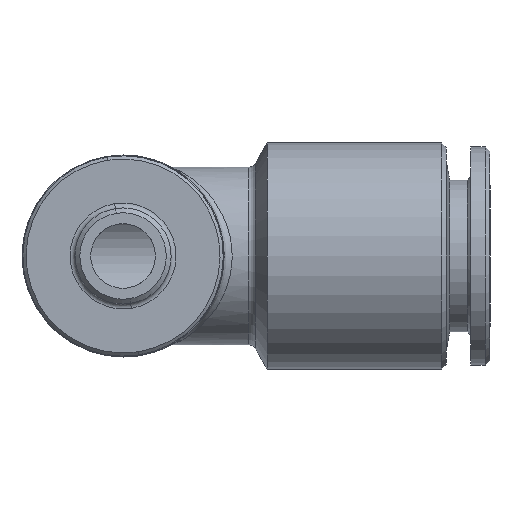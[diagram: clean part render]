
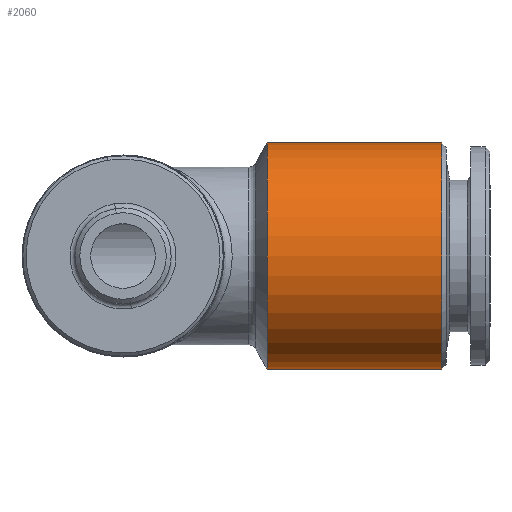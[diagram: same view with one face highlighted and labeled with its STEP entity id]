
A CAD part, front view. The second image highlights one B-rep face of the part: STEP entity #2060.
In plain terms, the highlighted cylindrical face has radius 7 mm (diameter 14 mm), a partial arc.
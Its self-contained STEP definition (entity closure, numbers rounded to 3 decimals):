
#186 = CARTESIAN_POINT ( 'NONE',  ( 8.923, 0., 0. ) ) ;
#187 = CIRCLE ( 'NONE', #194, 7. ) ;
#188 = CYLINDRICAL_SURFACE ( 'NONE', #196, 7. ) ;
#192 = DIRECTION ( 'NONE',  ( 0., 0., 1. ) ) ;
#193 = DIRECTION ( 'NONE',  ( 1., 0., 0. ) ) ;
#194 = AXIS2_PLACEMENT_3D ( 'NONE', #186, #193, #199 ) ;
#195 = CARTESIAN_POINT ( 'NONE',  ( 0., 0., 0. ) ) ;
#196 = AXIS2_PLACEMENT_3D ( 'NONE', #195, #198, #192 ) ;
#198 = DIRECTION ( 'NONE',  ( -1., 0., 0. ) ) ;
#199 = DIRECTION ( 'NONE',  ( 0., 0., -1. ) ) ;
#200 = FACE_OUTER_BOUND ( 'NONE', #2046, .T. ) ;
#668 = EDGE_CURVE ( 'NONE', #693, #745, #1501, .T. ) ;
#670 = VERTEX_POINT ( 'NONE', #1497 ) ;
#674 = EDGE_CURVE ( 'NONE', #670, #743, #1543, .T. ) ;
#693 = VERTEX_POINT ( 'NONE', #1573 ) ;
#743 = VERTEX_POINT ( 'NONE', #1765 ) ;
#745 = VERTEX_POINT ( 'NONE', #1718 ) ;
#1129 = EDGE_CURVE ( 'NONE', #670, #693, #2495, .T. ) ;
#1130 = ORIENTED_EDGE ( 'NONE', *, *, #2058, .T. ) ;
#1491 = DIRECTION ( 'NONE',  ( -1., 0., 0. ) ) ;
#1492 = VECTOR ( 'NONE', #1491, 1000. ) ;
#1497 = CARTESIAN_POINT ( 'NONE',  ( 19.7, 0., -7. ) ) ;
#1498 = DIRECTION ( 'NONE',  ( -1., 0., 0. ) ) ;
#1499 = VECTOR ( 'NONE', #1498, 1000. ) ;
#1500 = CARTESIAN_POINT ( 'NONE',  ( 0., 0., 7. ) ) ;
#1501 = LINE ( 'NONE', #1500, #1499 ) ;
#1538 = CARTESIAN_POINT ( 'NONE',  ( 0., 0., -7. ) ) ;
#1543 = LINE ( 'NONE', #1538, #1492 ) ;
#1573 = CARTESIAN_POINT ( 'NONE',  ( 19.7, 0., 7. ) ) ;
#1718 = CARTESIAN_POINT ( 'NONE',  ( 8.923, 0., 7. ) ) ;
#1765 = CARTESIAN_POINT ( 'NONE',  ( 8.923, 0., -7. ) ) ;
#2043 = ORIENTED_EDGE ( 'NONE', *, *, #1129, .T. ) ;
#2046 = EDGE_LOOP ( 'NONE', ( #2097, #2043, #2065, #1130 ) ) ;
#2058 = EDGE_CURVE ( 'NONE', #745, #743, #187, .T. ) ;
#2060 = ADVANCED_FACE ( 'NONE', ( #200 ), #188, .T. ) ;
#2065 = ORIENTED_EDGE ( 'NONE', *, *, #668, .T. ) ;
#2097 = ORIENTED_EDGE ( 'NONE', *, *, #674, .F. ) ;
#2224 = DIRECTION ( 'NONE',  ( 0., 0., 1. ) ) ;
#2493 = AXIS2_PLACEMENT_3D ( 'NONE', #2496, #2494, #2224 ) ;
#2494 = DIRECTION ( 'NONE',  ( -1., 0., 0. ) ) ;
#2495 = CIRCLE ( 'NONE', #2493, 7. ) ;
#2496 = CARTESIAN_POINT ( 'NONE',  ( 19.7, 0., 0. ) ) ;
